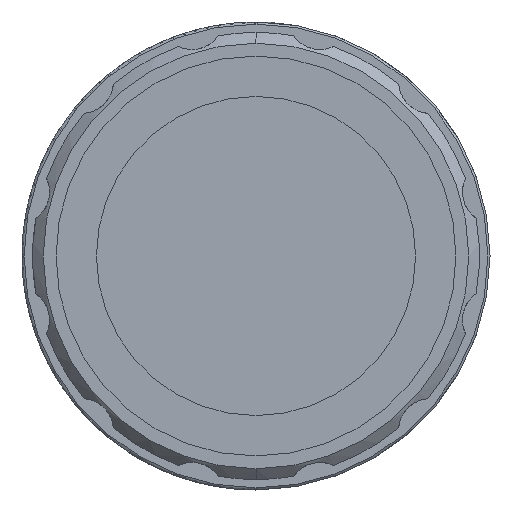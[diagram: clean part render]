
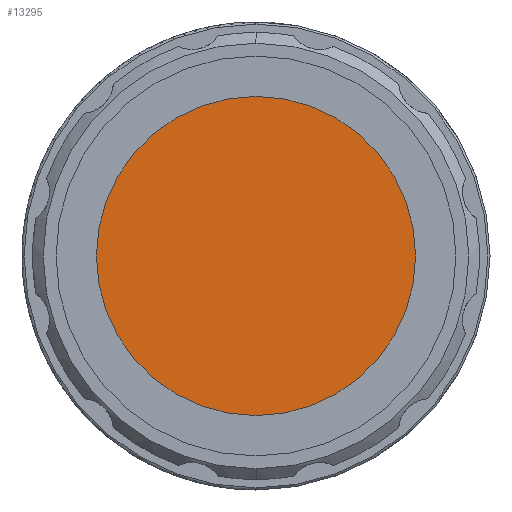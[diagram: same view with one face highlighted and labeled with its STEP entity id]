
A CAD part, left-side view. The second image highlights one B-rep face of the part: STEP entity #13295.
In plain terms, the highlighted planar face has unit normal (-1, 0, 0).
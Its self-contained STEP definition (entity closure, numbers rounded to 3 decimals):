
#554 = EDGE_CURVE ( 'Defeature ausgef�hrt1_446+Defeature ausgef�hrt1_445+Defeature ausgef�hrt1_445+Defeature ausgef�hrt1_445', #12536, #11277, #21994, .T. ) ;
#623 = CARTESIAN_POINT ( 'NONE',  ( -5.538, 0., -15. ) ) ;
#1845 = CARTESIAN_POINT ( 'NONE',  ( -5.538, 0., 0. ) ) ;
#2879 = CARTESIAN_POINT ( 'NONE',  ( -5.538, 0., 15. ) ) ;
#3665 = CARTESIAN_POINT ( 'NONE',  ( -5.538, 0., 0. ) ) ;
#3885 = DIRECTION ( 'NONE',  ( 0., 0., 1. ) ) ;
#4918 = DIRECTION ( 'NONE',  ( 0., 0., -1. ) ) ;
#8620 = CIRCLE ( 'NONE', #17533, 15. ) ;
#11277 = VERTEX_POINT ( 'NONE', #2879 ) ;
#11548 = ORIENTED_EDGE ( 'NONE', *, *, #21170, .T. ) ;
#11809 = DIRECTION ( 'NONE',  ( -1., 0., 0. ) ) ;
#11955 = EDGE_LOOP ( 'NONE', ( #11548, #21776 ) ) ;
#12536 = VERTEX_POINT ( 'NONE', #623 ) ;
#13295 = ADVANCED_FACE ( 'Defeature ausgef�hrt1_446', ( #19021 ), #23265, .F. ) ;
#13383 = AXIS2_PLACEMENT_3D ( 'NONE', #23093, #21344, #4918 ) ;
#15951 = DIRECTION ( 'NONE',  ( -1., 0., 0. ) ) ;
#16009 = AXIS2_PLACEMENT_3D ( 'NONE', #3665, #11809, #19562 ) ;
#17533 = AXIS2_PLACEMENT_3D ( 'NONE', #1845, #15951, #3885 ) ;
#19021 = FACE_OUTER_BOUND ( 'NONE', #11955, .T. ) ;
#19562 = DIRECTION ( 'NONE',  ( 0., 0., 1. ) ) ;
#21170 = EDGE_CURVE ( 'Defeature ausgef�hrt1_446+Defeature ausgef�hrt1_445+Defeature ausgef�hrt1_445+Defeature ausgef�hrt1_445', #11277, #12536, #8620, .T. ) ;
#21344 = DIRECTION ( 'NONE',  ( 1., 0., 0. ) ) ;
#21776 = ORIENTED_EDGE ( 'NONE', *, *, #554, .T. ) ;
#21994 = CIRCLE ( 'NONE', #16009, 15. ) ;
#23093 = CARTESIAN_POINT ( 'NONE',  ( -5.538, 0., 0. ) ) ;
#23265 = PLANE ( 'NONE',  #13383 ) ;
